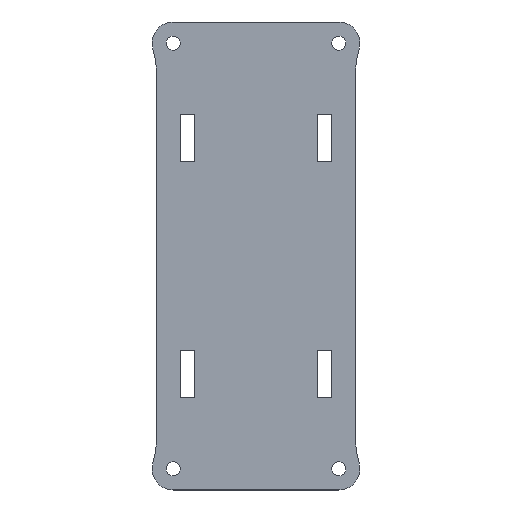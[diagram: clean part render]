
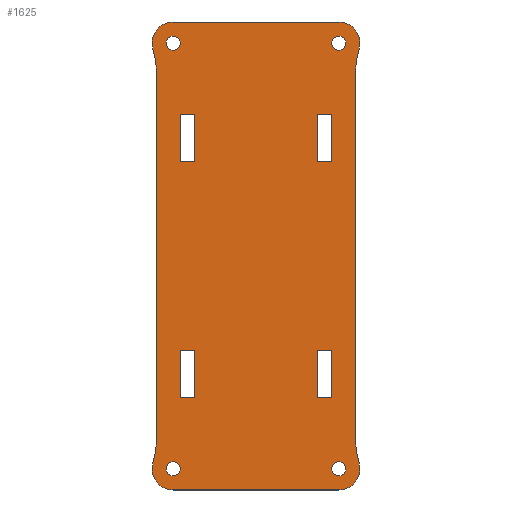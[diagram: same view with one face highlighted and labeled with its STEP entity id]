
A CAD part, top view. The second image highlights one B-rep face of the part: STEP entity #1625.
In plain terms, the highlighted planar face has unit normal (0, 0, 1).
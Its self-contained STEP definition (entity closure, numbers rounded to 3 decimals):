
#26=FACE_BOUND('',#599,.T.);
#27=FACE_BOUND('',#600,.T.);
#28=FACE_BOUND('',#601,.T.);
#29=FACE_BOUND('',#602,.T.);
#30=FACE_BOUND('',#603,.T.);
#31=FACE_BOUND('',#604,.T.);
#32=FACE_BOUND('',#605,.T.);
#33=FACE_BOUND('',#606,.T.);
#75=PLANE('',#1764);
#110=LINE('',#2738,#271);
#216=LINE('',#3085,#377);
#219=LINE('',#3099,#380);
#220=LINE('',#3104,#381);
#221=LINE('',#3107,#382);
#222=LINE('',#3109,#383);
#223=LINE('',#3111,#384);
#224=LINE('',#3112,#385);
#225=LINE('',#3115,#386);
#226=LINE('',#3117,#387);
#227=LINE('',#3119,#388);
#228=LINE('',#3120,#389);
#229=LINE('',#3123,#390);
#230=LINE('',#3125,#391);
#231=LINE('',#3127,#392);
#232=LINE('',#3128,#393);
#233=LINE('',#3131,#394);
#234=LINE('',#3133,#395);
#235=LINE('',#3135,#396);
#236=LINE('',#3136,#397);
#271=VECTOR('',#1864,10.);
#377=VECTOR('',#2106,10.);
#380=VECTOR('',#2123,10.);
#381=VECTOR('',#2128,10.);
#382=VECTOR('',#2129,10.);
#383=VECTOR('',#2130,10.);
#384=VECTOR('',#2131,10.);
#385=VECTOR('',#2132,10.);
#386=VECTOR('',#2133,10.);
#387=VECTOR('',#2134,10.);
#388=VECTOR('',#2135,10.);
#389=VECTOR('',#2136,10.);
#390=VECTOR('',#2137,10.);
#391=VECTOR('',#2138,10.);
#392=VECTOR('',#2139,10.);
#393=VECTOR('',#2140,10.);
#394=VECTOR('',#2141,10.);
#395=VECTOR('',#2142,10.);
#396=VECTOR('',#2143,10.);
#397=VECTOR('',#2144,10.);
#500=FACE_OUTER_BOUND('',#598,.T.);
#598=EDGE_LOOP('',(#1423,#1424,#1425,#1426,#1427,#1428,#1429,#1430,#1431,
#1432,#1433,#1434));
#599=EDGE_LOOP('',(#1435));
#600=EDGE_LOOP('',(#1436));
#601=EDGE_LOOP('',(#1437));
#602=EDGE_LOOP('',(#1438));
#603=EDGE_LOOP('',(#1439,#1440,#1441,#1442));
#604=EDGE_LOOP('',(#1443,#1444,#1445,#1446));
#605=EDGE_LOOP('',(#1447,#1448,#1449,#1450));
#606=EDGE_LOOP('',(#1451,#1452,#1453,#1454));
#652=CIRCLE('',#1699,1.5);
#654=CIRCLE('',#1702,1.5);
#656=CIRCLE('',#1705,1.5);
#658=CIRCLE('',#1708,1.5);
#672=CIRCLE('',#1756,20.);
#673=CIRCLE('',#1758,4.5);
#674=CIRCLE('',#1761,4.5);
#675=CIRCLE('',#1763,20.);
#676=CIRCLE('',#1765,20.);
#677=CIRCLE('',#1766,4.5);
#678=CIRCLE('',#1767,4.5);
#679=CIRCLE('',#1768,20.);
#733=VERTEX_POINT('',#2735);
#734=VERTEX_POINT('',#2737);
#743=VERTEX_POINT('',#2760);
#745=VERTEX_POINT('',#2766);
#747=VERTEX_POINT('',#2772);
#749=VERTEX_POINT('',#2778);
#824=VERTEX_POINT('',#3074);
#825=VERTEX_POINT('',#3075);
#826=VERTEX_POINT('',#3080);
#827=VERTEX_POINT('',#3084);
#828=VERTEX_POINT('',#3088);
#829=VERTEX_POINT('',#3094);
#830=VERTEX_POINT('',#3096);
#831=VERTEX_POINT('',#3098);
#832=VERTEX_POINT('',#3100);
#833=VERTEX_POINT('',#3102);
#834=VERTEX_POINT('',#3105);
#835=VERTEX_POINT('',#3106);
#836=VERTEX_POINT('',#3108);
#837=VERTEX_POINT('',#3110);
#838=VERTEX_POINT('',#3113);
#839=VERTEX_POINT('',#3114);
#840=VERTEX_POINT('',#3116);
#841=VERTEX_POINT('',#3118);
#842=VERTEX_POINT('',#3121);
#843=VERTEX_POINT('',#3122);
#844=VERTEX_POINT('',#3124);
#845=VERTEX_POINT('',#3126);
#846=VERTEX_POINT('',#3129);
#847=VERTEX_POINT('',#3130);
#848=VERTEX_POINT('',#3132);
#849=VERTEX_POINT('',#3134);
#901=EDGE_CURVE('',#734,#733,#110,.T.);
#912=EDGE_CURVE('',#743,#743,#652,.T.);
#915=EDGE_CURVE('',#745,#745,#654,.T.);
#918=EDGE_CURVE('',#747,#747,#656,.T.);
#921=EDGE_CURVE('',#749,#749,#658,.T.);
#1031=EDGE_CURVE('',#824,#825,#672,.T.);
#1034=EDGE_CURVE('',#824,#826,#673,.T.);
#1036=EDGE_CURVE('',#826,#827,#216,.T.);
#1038=EDGE_CURVE('',#827,#828,#674,.T.);
#1040=EDGE_CURVE('',#734,#828,#675,.T.);
#1041=EDGE_CURVE('',#829,#733,#676,.T.);
#1042=EDGE_CURVE('',#829,#830,#677,.T.);
#1043=EDGE_CURVE('',#830,#831,#219,.T.);
#1044=EDGE_CURVE('',#831,#832,#678,.T.);
#1045=EDGE_CURVE('',#833,#832,#679,.T.);
#1046=EDGE_CURVE('',#833,#825,#220,.T.);
#1047=EDGE_CURVE('',#834,#835,#221,.T.);
#1048=EDGE_CURVE('',#835,#836,#222,.T.);
#1049=EDGE_CURVE('',#836,#837,#223,.T.);
#1050=EDGE_CURVE('',#837,#834,#224,.T.);
#1051=EDGE_CURVE('',#838,#839,#225,.T.);
#1052=EDGE_CURVE('',#839,#840,#226,.T.);
#1053=EDGE_CURVE('',#840,#841,#227,.T.);
#1054=EDGE_CURVE('',#841,#838,#228,.T.);
#1055=EDGE_CURVE('',#842,#843,#229,.T.);
#1056=EDGE_CURVE('',#843,#844,#230,.T.);
#1057=EDGE_CURVE('',#844,#845,#231,.T.);
#1058=EDGE_CURVE('',#845,#842,#232,.T.);
#1059=EDGE_CURVE('',#846,#847,#233,.T.);
#1060=EDGE_CURVE('',#847,#848,#234,.T.);
#1061=EDGE_CURVE('',#848,#849,#235,.T.);
#1062=EDGE_CURVE('',#849,#846,#236,.T.);
#1423=ORIENTED_EDGE('',*,*,#1031,.F.);
#1424=ORIENTED_EDGE('',*,*,#1034,.T.);
#1425=ORIENTED_EDGE('',*,*,#1036,.T.);
#1426=ORIENTED_EDGE('',*,*,#1038,.T.);
#1427=ORIENTED_EDGE('',*,*,#1040,.F.);
#1428=ORIENTED_EDGE('',*,*,#901,.T.);
#1429=ORIENTED_EDGE('',*,*,#1041,.F.);
#1430=ORIENTED_EDGE('',*,*,#1042,.T.);
#1431=ORIENTED_EDGE('',*,*,#1043,.T.);
#1432=ORIENTED_EDGE('',*,*,#1044,.T.);
#1433=ORIENTED_EDGE('',*,*,#1045,.F.);
#1434=ORIENTED_EDGE('',*,*,#1046,.T.);
#1435=ORIENTED_EDGE('',*,*,#912,.T.);
#1436=ORIENTED_EDGE('',*,*,#915,.T.);
#1437=ORIENTED_EDGE('',*,*,#918,.T.);
#1438=ORIENTED_EDGE('',*,*,#921,.T.);
#1439=ORIENTED_EDGE('',*,*,#1047,.T.);
#1440=ORIENTED_EDGE('',*,*,#1048,.T.);
#1441=ORIENTED_EDGE('',*,*,#1049,.T.);
#1442=ORIENTED_EDGE('',*,*,#1050,.T.);
#1443=ORIENTED_EDGE('',*,*,#1051,.T.);
#1444=ORIENTED_EDGE('',*,*,#1052,.T.);
#1445=ORIENTED_EDGE('',*,*,#1053,.T.);
#1446=ORIENTED_EDGE('',*,*,#1054,.T.);
#1447=ORIENTED_EDGE('',*,*,#1055,.T.);
#1448=ORIENTED_EDGE('',*,*,#1056,.T.);
#1449=ORIENTED_EDGE('',*,*,#1057,.T.);
#1450=ORIENTED_EDGE('',*,*,#1058,.T.);
#1451=ORIENTED_EDGE('',*,*,#1059,.T.);
#1452=ORIENTED_EDGE('',*,*,#1060,.T.);
#1453=ORIENTED_EDGE('',*,*,#1061,.T.);
#1454=ORIENTED_EDGE('',*,*,#1062,.T.);
#1625=ADVANCED_FACE('',(#500,#26,#27,#28,#29,#30,#31,#32,#33),#75,.T.);
#1699=AXIS2_PLACEMENT_3D('',#2761,#1885,#1886);
#1702=AXIS2_PLACEMENT_3D('',#2767,#1892,#1893);
#1705=AXIS2_PLACEMENT_3D('',#2773,#1899,#1900);
#1708=AXIS2_PLACEMENT_3D('',#2779,#1906,#1907);
#1756=AXIS2_PLACEMENT_3D('',#3076,#2095,#2096);
#1758=AXIS2_PLACEMENT_3D('',#3081,#2101,#2102);
#1761=AXIS2_PLACEMENT_3D('',#3089,#2110,#2111);
#1763=AXIS2_PLACEMENT_3D('',#3092,#2115,#2116);
#1764=AXIS2_PLACEMENT_3D('',#3093,#2117,#2118);
#1765=AXIS2_PLACEMENT_3D('',#3095,#2119,#2120);
#1766=AXIS2_PLACEMENT_3D('',#3097,#2121,#2122);
#1767=AXIS2_PLACEMENT_3D('',#3101,#2124,#2125);
#1768=AXIS2_PLACEMENT_3D('',#3103,#2126,#2127);
#1864=DIRECTION('',(0.,-1.,0.));
#1885=DIRECTION('center_axis',(0.,0.,-1.));
#1886=DIRECTION('ref_axis',(-1.,0.,0.));
#1892=DIRECTION('center_axis',(0.,0.,-1.));
#1893=DIRECTION('ref_axis',(-1.,0.,0.));
#1899=DIRECTION('center_axis',(0.,0.,-1.));
#1900=DIRECTION('ref_axis',(-1.,0.,0.));
#1906=DIRECTION('center_axis',(0.,0.,-1.));
#1907=DIRECTION('ref_axis',(-1.,0.,0.));
#2095=DIRECTION('center_axis',(0.,0.,1.));
#2096=DIRECTION('ref_axis',(-0.959,0.283,0.));
#2101=DIRECTION('center_axis',(0.,0.,1.));
#2102=DIRECTION('ref_axis',(-1.,0.,0.));
#2106=DIRECTION('',(-1.,0.,0.));
#2110=DIRECTION('center_axis',(0.,0.,1.));
#2111=DIRECTION('ref_axis',(-1.,0.,0.));
#2115=DIRECTION('center_axis',(0.,0.,1.));
#2116=DIRECTION('ref_axis',(1.,0.,0.));
#2117=DIRECTION('center_axis',(0.,0.,1.));
#2118=DIRECTION('ref_axis',(1.,0.,0.));
#2119=DIRECTION('center_axis',(0.,0.,1.));
#2120=DIRECTION('ref_axis',(0.959,-0.283,0.));
#2121=DIRECTION('center_axis',(0.,0.,1.));
#2122=DIRECTION('ref_axis',(-1.,0.,0.));
#2123=DIRECTION('',(1.,0.,0.));
#2124=DIRECTION('center_axis',(0.,0.,1.));
#2125=DIRECTION('ref_axis',(-1.,0.,0.));
#2126=DIRECTION('center_axis',(0.,0.,1.));
#2127=DIRECTION('ref_axis',(-1.,0.,0.));
#2128=DIRECTION('',(0.,1.,0.));
#2129=DIRECTION('',(-1.,0.,0.));
#2130=DIRECTION('',(0.,1.,0.));
#2131=DIRECTION('',(1.,0.,0.));
#2132=DIRECTION('',(0.,-1.,0.));
#2133=DIRECTION('',(-1.,0.,0.));
#2134=DIRECTION('',(0.,1.,0.));
#2135=DIRECTION('',(1.,0.,0.));
#2136=DIRECTION('',(0.,-1.,0.));
#2137=DIRECTION('',(0.,1.,0.));
#2138=DIRECTION('',(1.,0.,0.));
#2139=DIRECTION('',(0.,-1.,0.));
#2140=DIRECTION('',(-1.,0.,0.));
#2141=DIRECTION('',(0.,-1.,0.));
#2142=DIRECTION('',(-1.,0.,0.));
#2143=DIRECTION('',(0.,1.,0.));
#2144=DIRECTION('',(1.,0.,0.));
#2735=CARTESIAN_POINT('',(0.,-86.072,5.));
#2737=CARTESIAN_POINT('',(0.,-9.928,5.));
#2738=CARTESIAN_POINT('',(0.,-96.,5.));
#2760=CARTESIAN_POINT('',(40.,-93.,5.));
#2761=CARTESIAN_POINT('Origin',(38.5,-93.,5.));
#2766=CARTESIAN_POINT('',(40.,-3.,5.));
#2767=CARTESIAN_POINT('Origin',(38.5,-3.,5.));
#2772=CARTESIAN_POINT('',(5.,-93.,5.));
#2773=CARTESIAN_POINT('Origin',(3.5,-93.,5.));
#2778=CARTESIAN_POINT('',(5.,-3.,5.));
#2779=CARTESIAN_POINT('Origin',(3.5,-3.,5.));
#3074=CARTESIAN_POINT('',(42.816,-4.273,5.));
#3075=CARTESIAN_POINT('',(42.,-9.928,5.));
#3076=CARTESIAN_POINT('Origin',(62.,-9.928,5.));
#3080=CARTESIAN_POINT('',(38.5,1.5,5.));
#3081=CARTESIAN_POINT('Origin',(38.5,-3.,5.));
#3084=CARTESIAN_POINT('',(3.5,1.5,5.));
#3085=CARTESIAN_POINT('',(38.5,1.5,5.));
#3088=CARTESIAN_POINT('',(-0.816,-4.273,5.));
#3089=CARTESIAN_POINT('Origin',(3.5,-3.,5.));
#3092=CARTESIAN_POINT('Origin',(-20.,-9.928,5.));
#3093=CARTESIAN_POINT('Origin',(21.,-48.,5.));
#3094=CARTESIAN_POINT('',(-0.816,-91.727,5.));
#3095=CARTESIAN_POINT('Origin',(-20.,-86.072,5.));
#3096=CARTESIAN_POINT('',(3.5,-97.5,5.));
#3097=CARTESIAN_POINT('Origin',(3.5,-93.,5.));
#3098=CARTESIAN_POINT('',(38.5,-97.5,5.));
#3099=CARTESIAN_POINT('',(3.5,-97.5,5.));
#3100=CARTESIAN_POINT('',(42.816,-91.727,5.));
#3101=CARTESIAN_POINT('Origin',(38.5,-93.,5.));
#3102=CARTESIAN_POINT('',(42.,-86.072,5.));
#3103=CARTESIAN_POINT('Origin',(62.,-86.072,5.));
#3104=CARTESIAN_POINT('',(42.,0.,5.));
#3105=CARTESIAN_POINT('',(37.,-78.,5.));
#3106=CARTESIAN_POINT('',(34.,-78.,5.));
#3107=CARTESIAN_POINT('',(37.,-78.,5.));
#3108=CARTESIAN_POINT('',(34.,-68.,5.));
#3109=CARTESIAN_POINT('',(34.,-78.,5.));
#3110=CARTESIAN_POINT('',(37.,-68.,5.));
#3111=CARTESIAN_POINT('',(34.,-68.,5.));
#3112=CARTESIAN_POINT('',(37.,-68.,5.));
#3113=CARTESIAN_POINT('',(8.,-28.,5.));
#3114=CARTESIAN_POINT('',(5.,-28.,5.));
#3115=CARTESIAN_POINT('',(8.,-28.,5.));
#3116=CARTESIAN_POINT('',(5.,-18.,5.));
#3117=CARTESIAN_POINT('',(5.,-28.,5.));
#3118=CARTESIAN_POINT('',(8.,-18.,5.));
#3119=CARTESIAN_POINT('',(5.,-18.,5.));
#3120=CARTESIAN_POINT('',(8.,-18.,5.));
#3121=CARTESIAN_POINT('',(34.,-28.,5.));
#3122=CARTESIAN_POINT('',(34.,-18.,5.));
#3123=CARTESIAN_POINT('',(34.,-18.,5.));
#3124=CARTESIAN_POINT('',(37.,-18.,5.));
#3125=CARTESIAN_POINT('',(37.,-18.,5.));
#3126=CARTESIAN_POINT('',(37.,-28.,5.));
#3127=CARTESIAN_POINT('',(37.,-28.,5.));
#3128=CARTESIAN_POINT('',(34.,-28.,5.));
#3129=CARTESIAN_POINT('',(8.,-68.,5.));
#3130=CARTESIAN_POINT('',(8.,-78.,5.));
#3131=CARTESIAN_POINT('',(8.,-78.,5.));
#3132=CARTESIAN_POINT('',(5.,-78.,5.));
#3133=CARTESIAN_POINT('',(5.,-78.,5.));
#3134=CARTESIAN_POINT('',(5.,-68.,5.));
#3135=CARTESIAN_POINT('',(5.,-68.,5.));
#3136=CARTESIAN_POINT('',(8.,-68.,5.));
